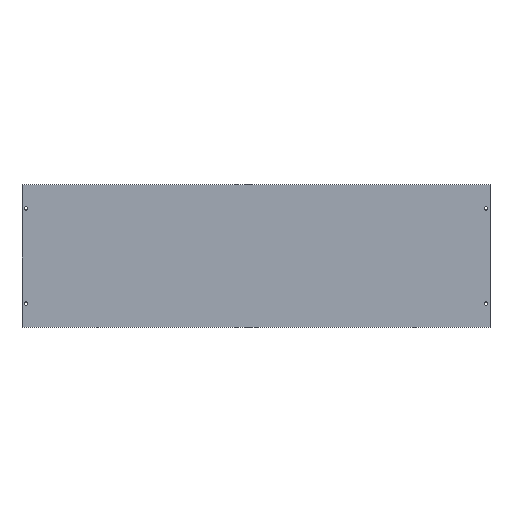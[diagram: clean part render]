
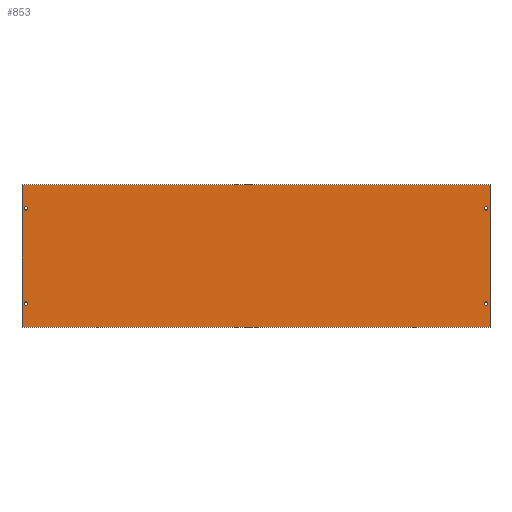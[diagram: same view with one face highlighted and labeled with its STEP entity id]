
A CAD part, top view. The second image highlights one B-rep face of the part: STEP entity #853.
In plain terms, the highlighted planar face has unit normal (0, 0, 1).
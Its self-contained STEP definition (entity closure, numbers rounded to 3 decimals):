
#3 = VECTOR ( 'NONE', #665, 1000. ) ;
#5 = EDGE_LOOP ( 'NONE', ( #908, #93 ) ) ;
#10 = DIRECTION ( 'NONE',  ( 0., -1., 0. ) ) ;
#11 = ORIENTED_EDGE ( 'NONE', *, *, #1089, .T. ) ;
#12 = VERTEX_POINT ( 'NONE', #909 ) ;
#18 = VERTEX_POINT ( 'NONE', #1073 ) ;
#19 = DIRECTION ( 'NONE',  ( -1., 0., 0. ) ) ;
#22 = LINE ( 'NONE', #226, #144 ) ;
#23 = CARTESIAN_POINT ( 'NONE',  ( -287.75, -60., 5. ) ) ;
#24 = DIRECTION ( 'NONE',  ( 0., 0., -1. ) ) ;
#31 = CARTESIAN_POINT ( 'NONE',  ( 295., 90., 5. ) ) ;
#33 = CARTESIAN_POINT ( 'NONE',  ( 0., 0., 5. ) ) ;
#40 = VECTOR ( 'NONE', #10, 1000. ) ;
#46 = CARTESIAN_POINT ( 'NONE',  ( 290., 60., 5. ) ) ;
#52 = EDGE_LOOP ( 'NONE', ( #11, #393 ) ) ;
#73 = DIRECTION ( 'NONE',  ( 0., 1., 0. ) ) ;
#88 = DIRECTION ( 'NONE',  ( -1., 0., 0. ) ) ;
#93 = ORIENTED_EDGE ( 'NONE', *, *, #714, .T. ) ;
#103 = AXIS2_PLACEMENT_3D ( 'NONE', #1079, #554, #713 ) ;
#110 = DIRECTION ( 'NONE',  ( 0., 0., -1. ) ) ;
#115 = CARTESIAN_POINT ( 'NONE',  ( -295., 90., 5. ) ) ;
#118 = CIRCLE ( 'NONE', #412, 2.25 ) ;
#126 = CARTESIAN_POINT ( 'NONE',  ( 292.25, -60., 5. ) ) ;
#144 = VECTOR ( 'NONE', #73, 1000. ) ;
#146 = AXIS2_PLACEMENT_3D ( 'NONE', #46, #308, #840 ) ;
#148 = VERTEX_POINT ( 'NONE', #31 ) ;
#151 = VERTEX_POINT ( 'NONE', #115 ) ;
#162 = AXIS2_PLACEMENT_3D ( 'NONE', #1118, #938, #404 ) ;
#164 = VERTEX_POINT ( 'NONE', #1094 ) ;
#166 = CARTESIAN_POINT ( 'NONE',  ( -292.25, 60., 5. ) ) ;
#168 = CARTESIAN_POINT ( 'NONE',  ( -287.75, 60., 5. ) ) ;
#171 = AXIS2_PLACEMENT_3D ( 'NONE', #731, #276, #19 ) ;
#194 = DIRECTION ( 'NONE',  ( 0., 0., -1. ) ) ;
#220 = CIRCLE ( 'NONE', #146, 2.25 ) ;
#226 = CARTESIAN_POINT ( 'NONE',  ( 295., -90., 5. ) ) ;
#230 = EDGE_CURVE ( 'NONE', #503, #277, #118, .T. ) ;
#248 = EDGE_CURVE ( 'NONE', #608, #680, #616, .T. ) ;
#267 = ORIENTED_EDGE ( 'NONE', *, *, #456, .T. ) ;
#270 = DIRECTION ( 'NONE',  ( 0., 0., -1. ) ) ;
#276 = DIRECTION ( 'NONE',  ( 0., 0., -1. ) ) ;
#277 = VERTEX_POINT ( 'NONE', #1090 ) ;
#308 = DIRECTION ( 'NONE',  ( 0., 0., -1. ) ) ;
#320 = DIRECTION ( 'NONE',  ( 1., 0., 0. ) ) ;
#324 = FACE_BOUND ( 'NONE', #403, .T. ) ;
#342 = EDGE_CURVE ( 'NONE', #12, #384, #1117, .T. ) ;
#357 = ORIENTED_EDGE ( 'NONE', *, *, #781, .T. ) ;
#369 = CARTESIAN_POINT ( 'NONE',  ( -292.25, -60., 5. ) ) ;
#370 = CARTESIAN_POINT ( 'NONE',  ( 290., 60., 5. ) ) ;
#378 = LINE ( 'NONE', #691, #769 ) ;
#384 = VERTEX_POINT ( 'NONE', #126 ) ;
#393 = ORIENTED_EDGE ( 'NONE', *, *, #248, .T. ) ;
#403 = EDGE_LOOP ( 'NONE', ( #489, #357 ) ) ;
#404 = DIRECTION ( 'NONE',  ( -1., 0., 0. ) ) ;
#412 = AXIS2_PLACEMENT_3D ( 'NONE', #370, #110, #465 ) ;
#430 = EDGE_CURVE ( 'NONE', #148, #151, #1065, .T. ) ;
#443 = DIRECTION ( 'NONE',  ( 0., 0., -1. ) ) ;
#444 = CARTESIAN_POINT ( 'NONE',  ( -295., -90., 5. ) ) ;
#456 = EDGE_CURVE ( 'NONE', #277, #503, #220, .T. ) ;
#465 = DIRECTION ( 'NONE',  ( -1., 0., 0. ) ) ;
#470 = ORIENTED_EDGE ( 'NONE', *, *, #230, .T. ) ;
#471 = AXIS2_PLACEMENT_3D ( 'NONE', #558, #270, #88 ) ;
#476 = CIRCLE ( 'NONE', #471, 2.25 ) ;
#489 = ORIENTED_EDGE ( 'NONE', *, *, #824, .T. ) ;
#503 = VERTEX_POINT ( 'NONE', #602 ) ;
#543 = EDGE_LOOP ( 'NONE', ( #267, #470 ) ) ;
#547 = EDGE_CURVE ( 'NONE', #164, #18, #378, .T. ) ;
#548 = CARTESIAN_POINT ( 'NONE',  ( -290., 60., 5. ) ) ;
#554 = DIRECTION ( 'NONE',  ( 0., 0., -1. ) ) ;
#558 = CARTESIAN_POINT ( 'NONE',  ( 290., -60., 5. ) ) ;
#564 = CARTESIAN_POINT ( 'NONE',  ( -290., -60., 5. ) ) ;
#568 = FACE_BOUND ( 'NONE', #5, .T. ) ;
#587 = AXIS2_PLACEMENT_3D ( 'NONE', #33, #24, #916 ) ;
#602 = CARTESIAN_POINT ( 'NONE',  ( 292.25, 60., 5. ) ) ;
#608 = VERTEX_POINT ( 'NONE', #168 ) ;
#616 = CIRCLE ( 'NONE', #171, 2.25 ) ;
#662 = PLANE ( 'NONE',  #587 ) ;
#665 = DIRECTION ( 'NONE',  ( -1., 0., 0. ) ) ;
#680 = VERTEX_POINT ( 'NONE', #166 ) ;
#691 = CARTESIAN_POINT ( 'NONE',  ( -295., -90., 5. ) ) ;
#713 = DIRECTION ( 'NONE',  ( -1., 0., 0. ) ) ;
#714 = EDGE_CURVE ( 'NONE', #384, #12, #476, .T. ) ;
#722 = FACE_BOUND ( 'NONE', #52, .T. ) ;
#725 = EDGE_CURVE ( 'NONE', #151, #164, #917, .T. ) ;
#731 = CARTESIAN_POINT ( 'NONE',  ( -290., 60., 5. ) ) ;
#737 = FACE_OUTER_BOUND ( 'NONE', #777, .T. ) ;
#769 = VECTOR ( 'NONE', #320, 1000. ) ;
#777 = EDGE_LOOP ( 'NONE', ( #1124, #829, #790, #952 ) ) ;
#781 = EDGE_CURVE ( 'NONE', #1146, #795, #933, .T. ) ;
#790 = ORIENTED_EDGE ( 'NONE', *, *, #725, .T. ) ;
#791 = CIRCLE ( 'NONE', #852, 2.25 ) ;
#795 = VERTEX_POINT ( 'NONE', #369 ) ;
#824 = EDGE_CURVE ( 'NONE', #795, #1146, #1047, .T. ) ;
#829 = ORIENTED_EDGE ( 'NONE', *, *, #430, .T. ) ;
#840 = DIRECTION ( 'NONE',  ( -1., 0., 0. ) ) ;
#852 = AXIS2_PLACEMENT_3D ( 'NONE', #548, #443, #983 ) ;
#853 = ADVANCED_FACE ( 'NONE', ( #1017, #568, #324, #722, #737 ), #662, .F. ) ;
#867 = AXIS2_PLACEMENT_3D ( 'NONE', #564, #194, #921 ) ;
#908 = ORIENTED_EDGE ( 'NONE', *, *, #342, .T. ) ;
#909 = CARTESIAN_POINT ( 'NONE',  ( 287.75, -60., 5. ) ) ;
#916 = DIRECTION ( 'NONE',  ( -1., 0., 0. ) ) ;
#917 = LINE ( 'NONE', #444, #40 ) ;
#921 = DIRECTION ( 'NONE',  ( -1., 0., 0. ) ) ;
#926 = CARTESIAN_POINT ( 'NONE',  ( -295., 90., 5. ) ) ;
#928 = EDGE_CURVE ( 'NONE', #18, #148, #22, .T. ) ;
#933 = CIRCLE ( 'NONE', #103, 2.25 ) ;
#938 = DIRECTION ( 'NONE',  ( 0., 0., -1. ) ) ;
#952 = ORIENTED_EDGE ( 'NONE', *, *, #547, .T. ) ;
#983 = DIRECTION ( 'NONE',  ( -1., 0., 0. ) ) ;
#1017 = FACE_BOUND ( 'NONE', #543, .T. ) ;
#1047 = CIRCLE ( 'NONE', #867, 2.25 ) ;
#1065 = LINE ( 'NONE', #926, #3 ) ;
#1073 = CARTESIAN_POINT ( 'NONE',  ( 295., -90., 5. ) ) ;
#1079 = CARTESIAN_POINT ( 'NONE',  ( -290., -60., 5. ) ) ;
#1089 = EDGE_CURVE ( 'NONE', #680, #608, #791, .T. ) ;
#1090 = CARTESIAN_POINT ( 'NONE',  ( 287.75, 60., 5. ) ) ;
#1094 = CARTESIAN_POINT ( 'NONE',  ( -295., -90., 5. ) ) ;
#1117 = CIRCLE ( 'NONE', #162, 2.25 ) ;
#1118 = CARTESIAN_POINT ( 'NONE',  ( 290., -60., 5. ) ) ;
#1124 = ORIENTED_EDGE ( 'NONE', *, *, #928, .T. ) ;
#1146 = VERTEX_POINT ( 'NONE', #23 ) ;
